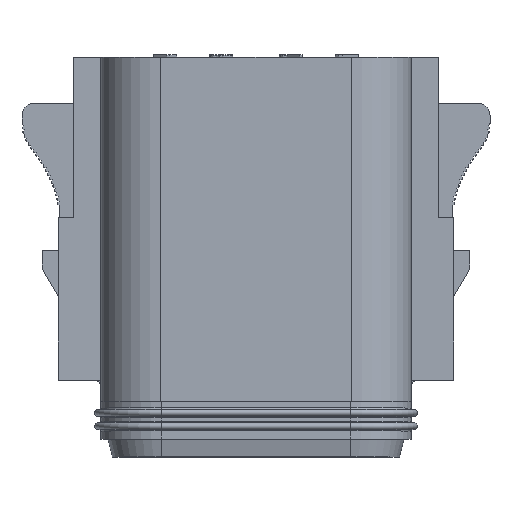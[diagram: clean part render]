
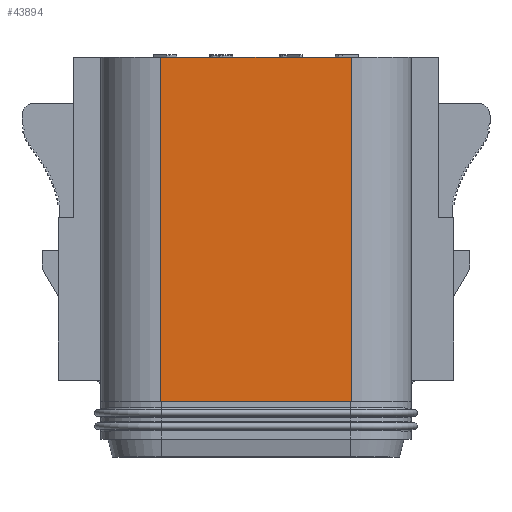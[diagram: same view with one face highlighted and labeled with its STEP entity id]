
A CAD part, top view. The second image highlights one B-rep face of the part: STEP entity #43894.
In plain terms, the highlighted planar face has unit normal (0, 0, 1).
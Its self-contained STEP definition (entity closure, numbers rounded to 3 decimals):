
#3573=DIRECTION('',(1.,0.,0.));
#3574=VECTOR('',#3573,14.95);
#3575=CARTESIAN_POINT('',(-7.475,31.,9.875));
#3576=LINE('',#3575,#3574);
#15797=DIRECTION('',(0.,-1.,0.));
#15798=VECTOR('',#15797,27.1);
#15799=CARTESIAN_POINT('',(-7.475,31.,9.875));
#15800=LINE('',#15799,#15798);
#15801=DIRECTION('',(0.,-1.,0.));
#15802=VECTOR('',#15801,27.1);
#15803=CARTESIAN_POINT('',(7.475,31.,9.875));
#15804=LINE('',#15803,#15802);
#15805=DIRECTION('',(1.,0.,0.));
#15806=VECTOR('',#15805,14.95);
#15807=CARTESIAN_POINT('',(-7.475,3.9,9.875));
#15808=LINE('',#15807,#15806);
#17149=CARTESIAN_POINT('',(-7.475,3.9,9.875));
#17151=VERTEX_POINT('',#17149);
#17155=CARTESIAN_POINT('',(-7.475,31.,9.875));
#17156=VERTEX_POINT('',#17155);
#17158=CARTESIAN_POINT('',(7.475,3.9,9.875));
#17160=VERTEX_POINT('',#17158);
#17161=CARTESIAN_POINT('',(7.475,31.,9.875));
#17162=VERTEX_POINT('',#17161);
#43883=CARTESIAN_POINT('',(-12.225,0.,9.875));
#43884=DIRECTION('',(0.,0.,1.));
#43885=DIRECTION('',(1.,0.,0.));
#43886=AXIS2_PLACEMENT_3D('',#43883,#43884,#43885);
#43887=PLANE('',#43886);
#43888=ORIENTED_EDGE('',*,*,#22447,.F.);
#43889=ORIENTED_EDGE('',*,*,#23421,.T.);
#43890=ORIENTED_EDGE('',*,*,#43876,.T.);
#43891=ORIENTED_EDGE('',*,*,#22403,.F.);
#43892=EDGE_LOOP('',(#43888,#43889,#43890,#43891));
#43893=FACE_OUTER_BOUND('',#43892,.F.);
#43894=ADVANCED_FACE('',(#43893),#43887,.T.);
#22403=EDGE_CURVE('',#17151,#17160,#15808,.T.);
#22447=EDGE_CURVE('',#17156,#17151,#15800,.T.);
#23421=EDGE_CURVE('',#17156,#17162,#3576,.T.);
#43876=EDGE_CURVE('',#17162,#17160,#15804,.T.);
